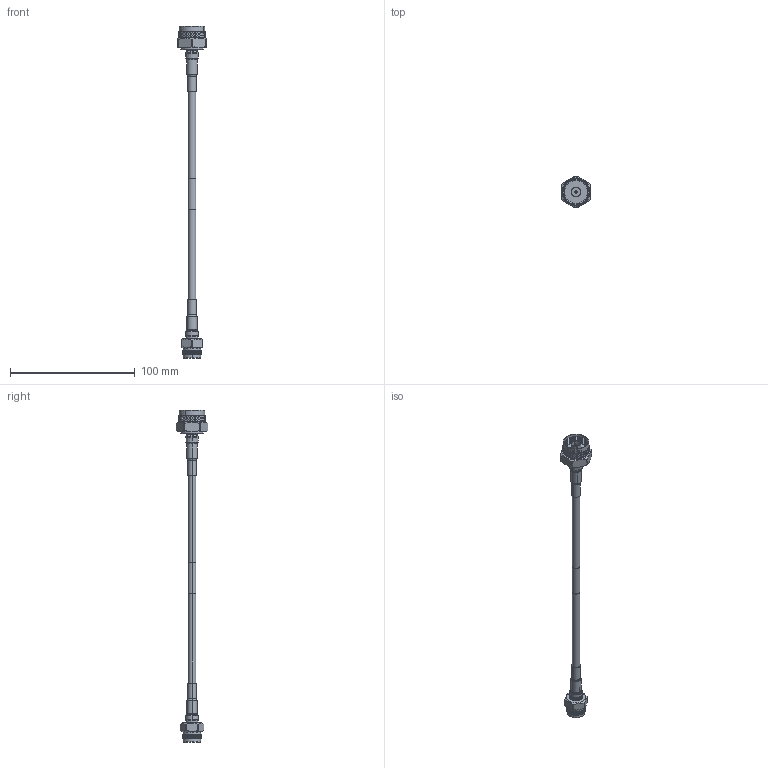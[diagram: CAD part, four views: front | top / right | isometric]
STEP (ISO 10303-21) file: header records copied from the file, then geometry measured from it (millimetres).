
FILE_DESCRIPTION (( 'STEP AP214' ), '1' );
FILE_NAME ('FMC00456_3D.step', '2023-02-10T01:04:34', ( '' ), ( '' ), 'SwSTEP 2.0', 'SolidWorks 2022', '' );
FILE_SCHEMA (( 'AUTOMOTIVE_DESIGN' ));
Products named in the file (5): Copy of TC-240-TM-X^FMC00456; Copy of LMR-240-DB^FMC00456_WITH LABEL; Copy of TC-240-NMH-X^FMC00456_默认; FMC00456_3D; Part1^FMC00456
Assembly tree (4 placements, depth 2):
  FMC00456_3D
    Copy of TC-240-NMH-X^FMC00456_默认
    Copy of TC-240-TM-X^FMC00456
    Copy of LMR-240-DB^FMC00456_WITH LABEL
    Part1^FMC00456
Bounding box: 22.61 x 25.34 x 265.65 mm (x, y, z)
Volume: 14673.3 mm3; surface area: 14805.1 mm2
Topology: 6 solids, 6 shells, 3707 faces, 8291 edges, 4618 vertices
Faces by surface type: bspline 2563, cylinder 875, cone 139, plane 112, torus 18
Entity records: 138444 total; most frequent: CARTESIAN_POINT 85915, ORIENTED_EDGE 16582, EDGE_CURVE 8291, VERTEX_POINT 4618, DIRECTION 4375, EDGE_LOOP 3735, FACE_OUTER_BOUND 3707, ADVANCED_FACE 3707
